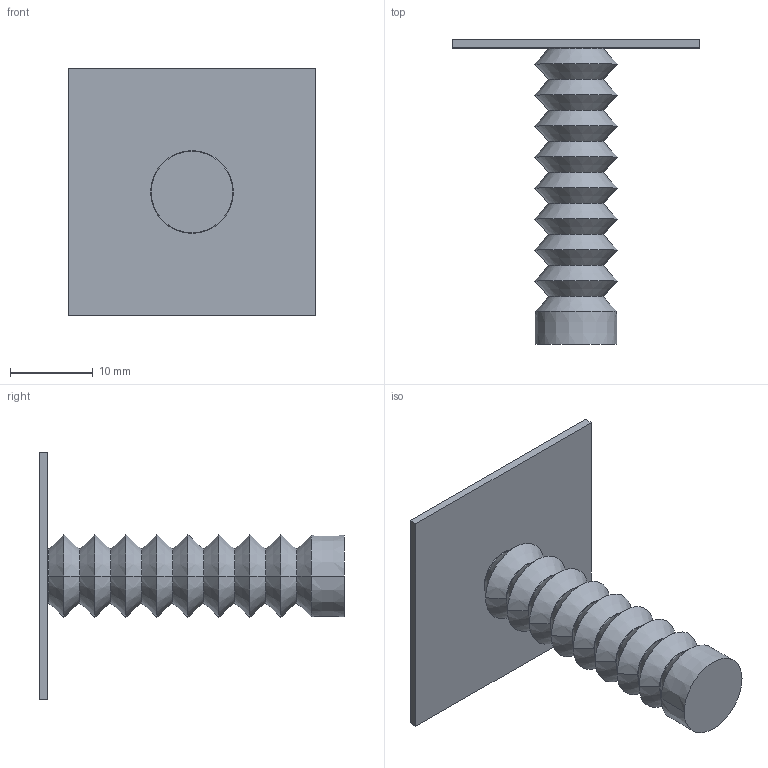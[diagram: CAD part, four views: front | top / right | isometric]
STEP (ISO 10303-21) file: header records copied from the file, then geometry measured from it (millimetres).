
FILE_DESCRIPTION (( 'STEP AP214' ), '1' );
FILE_NAME ('Bellow_enclose_Entire.STEP', '2020-11-10T08:54:21', ( '' ), ( '' ), 'SwSTEP 2.0', 'SolidWorks 2019', '' );
FILE_SCHEMA (( 'AUTOMOTIVE_DESIGN' ));
Length unit declared in the file: millimetre
Products named in the file (1): Bellow_enclose_Entire
Bounding box: 30 x 36.86 x 30 mm (x, y, z)
Volume: 1802.2 mm3; surface area: 4168.1 mm2
Topology: 1 solids, 2 shells, 117 faces, 232 edges, 120 vertices
Faces by surface type: cone 72, cylinder 36, plane 9
Entity records: 2958 total; most frequent: DIRECTION 580, CARTESIAN_POINT 470, ORIENTED_EDGE 464, EDGE_CURVE 232, AXIS2_PLACEMENT_3D 230, LINE 120, VERTEX_POINT 120, VECTOR 120
